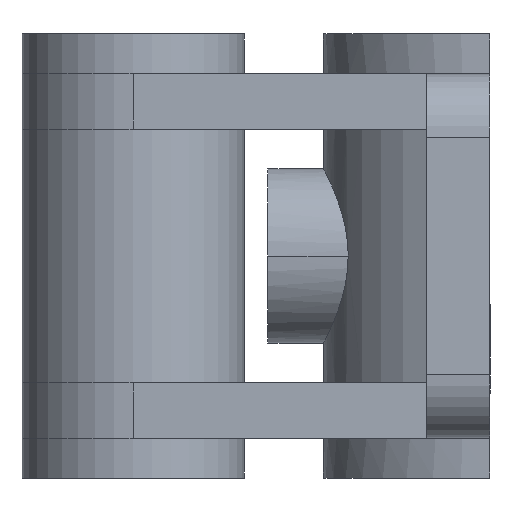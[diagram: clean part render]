
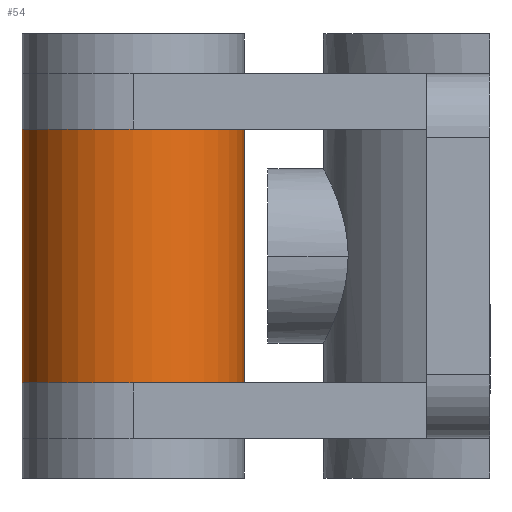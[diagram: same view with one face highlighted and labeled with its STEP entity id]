
A CAD part, left-side view. The second image highlights one B-rep face of the part: STEP entity #54.
In plain terms, the highlighted cylindrical face has radius 14 mm (diameter 28 mm), a partial arc.
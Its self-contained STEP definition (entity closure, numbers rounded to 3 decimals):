
#54=ADVANCED_FACE('',(#110),#111,.T.);
#110=FACE_OUTER_BOUND('',#996,.T.);
#111=CYLINDRICAL_SURFACE('',#997,14.);
#996=EDGE_LOOP('',(#1152,#1153,#1154,#1155,#1156,#1157));
#997=AXIS2_PLACEMENT_3D('',#1158,#1159,#1160);
#1152=ORIENTED_EDGE('',*,*,#1503,.F.);
#1153=ORIENTED_EDGE('',*,*,#1502,.F.);
#1154=ORIENTED_EDGE('',*,*,#1510,.T.);
#1155=ORIENTED_EDGE('',*,*,#1494,.F.);
#1156=ORIENTED_EDGE('',*,*,#1511,.T.);
#1157=ORIENTED_EDGE('',*,*,#1504,.F.);
#1158=CARTESIAN_POINT('',(-53.0,45.0,-9.6));
#1159=DIRECTION('',(0.0,-0.0,1.0));
#1160=DIRECTION('',(1.0,0.,0.0));
#1494=EDGE_CURVE('',#1639,#1641,#1642,.T.);
#1502=EDGE_CURVE('',#1654,#1656,#1657,.T.);
#1503=EDGE_CURVE('',#1656,#1658,#1659,.T.);
#1504=EDGE_CURVE('',#1658,#1627,#1660,.T.);
#1510=EDGE_CURVE('',#1654,#1641,#1668,.F.);
#1511=EDGE_CURVE('',#1639,#1627,#1669,.F.);
#1627=VERTEX_POINT('',#1903);
#1639=VERTEX_POINT('',#1936);
#1641=VERTEX_POINT('',#1953);
#1642=LINE('',#1954,#1955);
#1654=VERTEX_POINT('',#2004);
#1656=VERTEX_POINT('',#2007);
#1657=CIRCLE('',#2008,14.0);
#1658=VERTEX_POINT('',#2009);
#1659=LINE('',#2010,#2011);
#1660=CIRCLE('',#2012,14.0);
#1668=CIRCLE('',#2023,14.);
#1669=CIRCLE('',#2024,14.);
#1903=CARTESIAN_POINT('',(-67.,45.0,16.0));
#1936=CARTESIAN_POINT('',(-53.0,31.0,16.0));
#1953=CARTESIAN_POINT('',(-53.0,31.0,-16.0));
#1954=CARTESIAN_POINT('',(-53.0,31.0,-16.0));
#1955=VECTOR('',#2449,1.0);
#2004=CARTESIAN_POINT('',(-67.0,45.0,-16.0));
#2007=CARTESIAN_POINT('',(-53.,59.,-16.));
#2008=AXIS2_PLACEMENT_3D('',#2455,#2456,#2457);
#2009=CARTESIAN_POINT('',(-53.,59.,16.));
#2010=CARTESIAN_POINT('',(-53.0,59.0,-16.0));
#2011=VECTOR('',#2458,1.0);
#2012=AXIS2_PLACEMENT_3D('',#2459,#2460,#2461);
#2023=AXIS2_PLACEMENT_3D('',#2471,#2472,#2473);
#2024=AXIS2_PLACEMENT_3D('',#2474,#2475,#2476);
#2449=DIRECTION('',(-0.0,-0.0,-1.0));
#2455=CARTESIAN_POINT('',(-53.0,45.0,-16.0));
#2456=DIRECTION('',(-0.0,0.0,-1.0));
#2457=DIRECTION('',(0.0,1.0,0.0));
#2458=DIRECTION('',(0.0,0.0,1.0));
#2459=CARTESIAN_POINT('',(-53.0,45.0,16.0));
#2460=DIRECTION('',(0.0,-0.0,1.0));
#2461=DIRECTION('',(0.0,1.0,0.0));
#2471=CARTESIAN_POINT('',(-53.0,45.0,-16.0));
#2472=DIRECTION('',(0.0,0.0,-1.0));
#2473=DIRECTION('',(1.0,0.,0.0));
#2474=CARTESIAN_POINT('',(-53.0,45.0,16.0));
#2475=DIRECTION('',(0.0,-0.0,1.0));
#2476=DIRECTION('',(1.0,0.,0.0));
